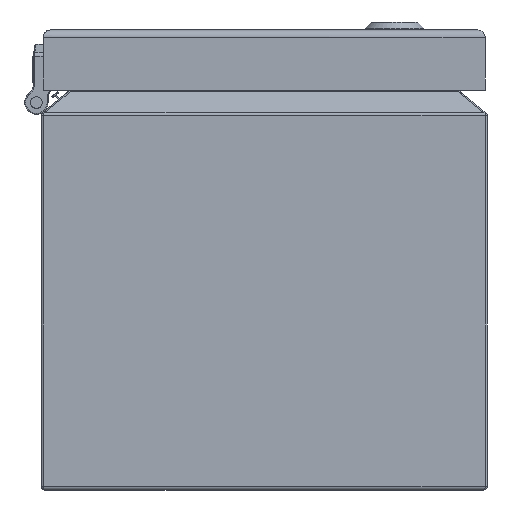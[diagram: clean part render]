
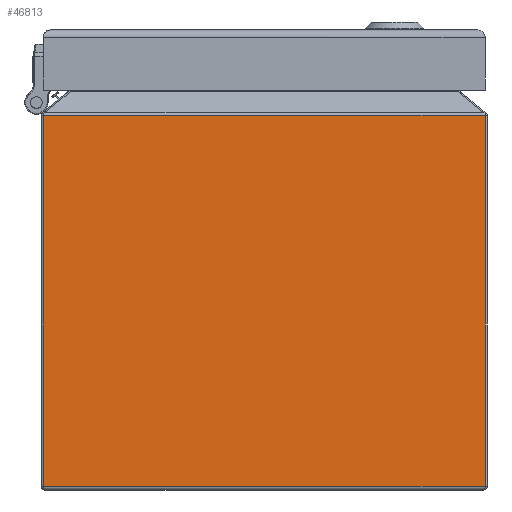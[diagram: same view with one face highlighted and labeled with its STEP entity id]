
A CAD part, front view. The second image highlights one B-rep face of the part: STEP entity #46813.
In plain terms, the highlighted planar face has unit normal (0, -1, 0).
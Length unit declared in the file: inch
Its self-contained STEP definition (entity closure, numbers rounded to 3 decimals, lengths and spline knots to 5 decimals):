
#43 = EDGE_CURVE ( 'NONE', #61340, #63509, #25516, .T. ) ;
#2058 = LINE ( 'NONE', #26748, #40118 ) ;
#2496 = VERTEX_POINT ( 'NONE', #62016 ) ;
#6916 = EDGE_CURVE ( 'NONE', #61340, #2496, #2058, .T. ) ;
#7486 = CARTESIAN_POINT ( 'NONE',  ( -2.97, -4., 5.0563 ) ) ;
#10320 = DIRECTION ( 'NONE',  ( 0., 0., 1. ) ) ;
#11153 = EDGE_CURVE ( 'NONE', #46051, #2496, #54568, .T. ) ;
#14983 = PLANE ( 'NONE',  #58088 ) ;
#17370 = CARTESIAN_POINT ( 'NONE',  ( 2.97, -4., 5.03272 ) ) ;
#18992 = FACE_OUTER_BOUND ( 'NONE', #19004, .T. ) ;
#19004 = EDGE_LOOP ( 'NONE', ( #44150, #63547, #52223, #58006 ) ) ;
#19713 = VECTOR ( 'NONE', #21480, 39.37008 ) ;
#21480 = DIRECTION ( 'NONE',  ( -1., 0., 0. ) ) ;
#25516 = LINE ( 'NONE', #46850, #19713 ) ;
#26748 = CARTESIAN_POINT ( 'NONE',  ( 2.97, -4., 5.0563 ) ) ;
#27816 = DIRECTION ( 'NONE',  ( 0., 0., -1. ) ) ;
#31890 = VECTOR ( 'NONE', #27816, 39.37008 ) ;
#34342 = CARTESIAN_POINT ( 'NONE',  ( -2.97, -4., 5.0563 ) ) ;
#34509 = DIRECTION ( 'NONE',  ( 1., 0., 0. ) ) ;
#37359 = CARTESIAN_POINT ( 'NONE',  ( -2.97, -4., 5.03272 ) ) ;
#38875 = CARTESIAN_POINT ( 'NONE',  ( -2.97, -4., 0.05 ) ) ;
#40118 = VECTOR ( 'NONE', #43092, 39.37008 ) ;
#40537 = EDGE_CURVE ( 'NONE', #63509, #46051, #58551, .T. ) ;
#43092 = DIRECTION ( 'NONE',  ( 0., 0., -1. ) ) ;
#44150 = ORIENTED_EDGE ( 'NONE', *, *, #6916, .F. ) ;
#44689 = DIRECTION ( 'NONE',  ( 0., 1., 0. ) ) ;
#46051 = VERTEX_POINT ( 'NONE', #56318 ) ;
#46813 = ADVANCED_FACE ( 'NONE', ( #18992 ), #14983, .F. ) ;
#46850 = CARTESIAN_POINT ( 'NONE',  ( -2.97, -4., 5.03272 ) ) ;
#49406 = VECTOR ( 'NONE', #34509, 39.37008 ) ;
#52223 = ORIENTED_EDGE ( 'NONE', *, *, #40537, .T. ) ;
#54568 = LINE ( 'NONE', #38875, #49406 ) ;
#56318 = CARTESIAN_POINT ( 'NONE',  ( -2.97, -4., 0.05 ) ) ;
#58006 = ORIENTED_EDGE ( 'NONE', *, *, #11153, .T. ) ;
#58088 = AXIS2_PLACEMENT_3D ( 'NONE', #34342, #44689, #10320 ) ;
#58551 = LINE ( 'NONE', #7486, #31890 ) ;
#61340 = VERTEX_POINT ( 'NONE', #17370 ) ;
#62016 = CARTESIAN_POINT ( 'NONE',  ( 2.97, -4., 0.05 ) ) ;
#63509 = VERTEX_POINT ( 'NONE', #37359 ) ;
#63547 = ORIENTED_EDGE ( 'NONE', *, *, #43, .T. ) ;
